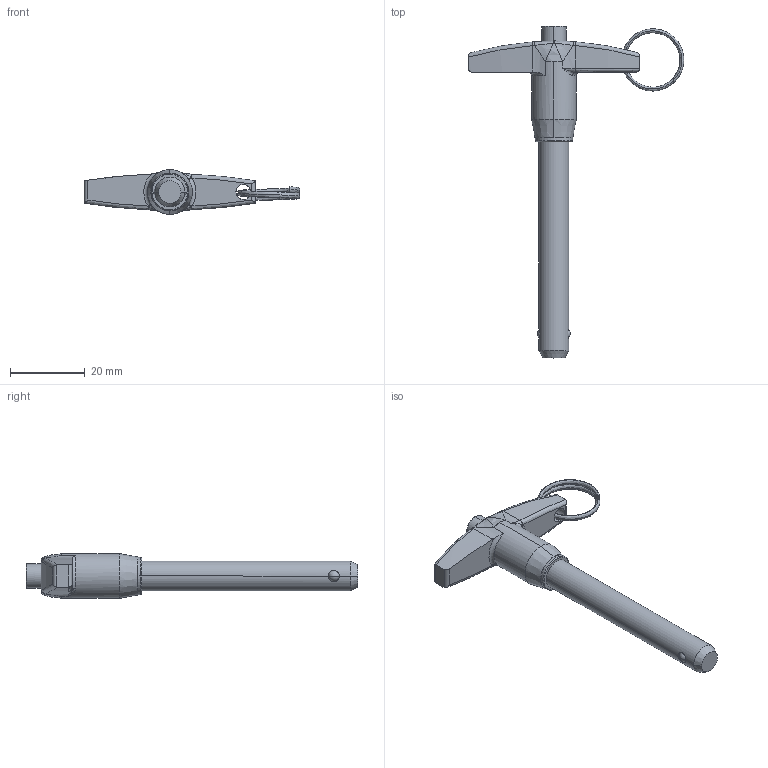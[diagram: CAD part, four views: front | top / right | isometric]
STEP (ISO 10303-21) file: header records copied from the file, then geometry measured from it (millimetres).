
FILE_DESCRIPTION (( 'STEP AP214' ), '1' );
FILE_NAME ('06511-T handle 8mm Push Button Detent Pin 50mm.STEP', '2024-07-16T01:19:35', ( '' ), ( '' ), 'SwSTEP 2.0', 'SolidWorks 2024', '' );
FILE_SCHEMA (( 'AUTOMOTIVE_DESIGN' ));
Length unit declared in the file: millimetre
Products named in the file (5): 06511-T handle 8mm Push Button Detent Pin 50mm; Split Ring; Pin; T Handle; Detent
Assembly tree (4 placements, depth 2):
  06511-T handle 8mm Push Button Detent Pin 50mm
    Detent
    Pin
    T Handle
    Split Ring
Bounding box: 57.85 x 89.03 x 12 mm (x, y, z)
Volume: 7076.9 mm3; surface area: 5105.6 mm2
Topology: 4 solids, 4 shells, 96 faces, 222 edges, 129 vertices
Faces by surface type: bspline 40, cylinder 26, plane 13, torus 9, sphere 4, cone 4
Entity records: 4305 total; most frequent: CARTESIAN_POINT 2263, ORIENTED_EDGE 430, DIRECTION 350, EDGE_CURVE 215, AXIS2_PLACEMENT_3D 152, VERTEX_POINT 129, EDGE_LOOP 102, ADVANCED_FACE 96
